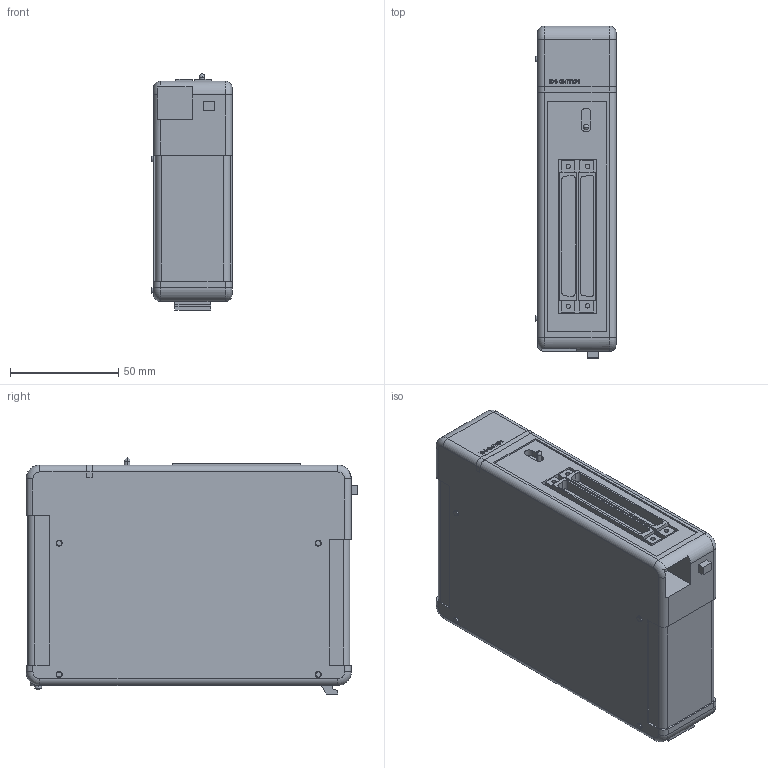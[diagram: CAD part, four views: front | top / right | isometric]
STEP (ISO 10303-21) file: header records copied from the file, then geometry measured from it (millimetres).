
FILE_DESCRIPTION (( 'STEP AP214' ), '1' );
FILE_NAME ('D4-64TD1.step', '2014-09-23T18:04:09', ( '' ), ( '' ), 'SwSTEP 2.0', 'SolidWorks 2014', '' );
FILE_SCHEMA (( 'AUTOMOTIVE_DESIGN' ));
Length unit declared in the file: inch
Products named in the file (1): D4-64TD1
Bounding box: 36.96 x 153.03 x 108.84 mm (x, y, z)
Volume: 524271.4 mm3; surface area: 55302.8 mm2
Topology: 2 solids, 2 shells, 313 faces, 798 edges, 525 vertices
Faces by surface type: plane 212, cylinder 54, bspline 25, torus 10, cone 10, sphere 2
Entity records: 14272 total; most frequent: CARTESIAN_POINT 3248, ORIENTED_EDGE 1586, DIRECTION 1457, EDGE_CURVE 793, VECTOR 599, LINE 599, VERTEX_POINT 522, AXIS2_PLACEMENT_3D 429
